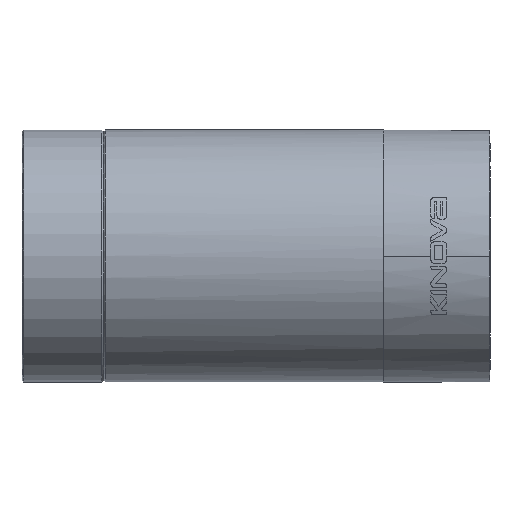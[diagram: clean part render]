
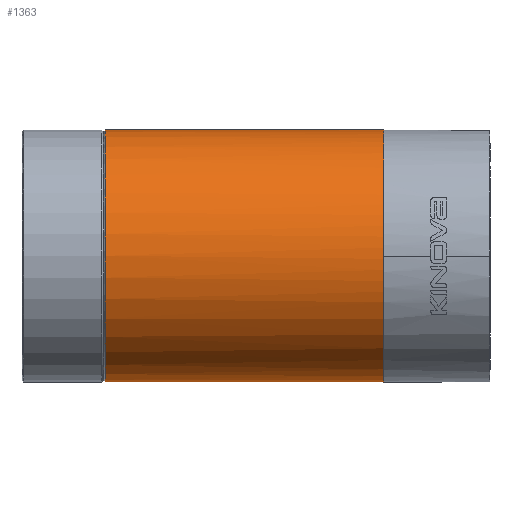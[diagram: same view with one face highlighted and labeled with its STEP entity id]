
A CAD part, left-side view. The second image highlights one B-rep face of the part: STEP entity #1363.
In plain terms, the highlighted cylindrical face has radius 46 mm (diameter 92 mm), a partial arc.
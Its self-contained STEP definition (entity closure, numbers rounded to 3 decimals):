
#282 = CARTESIAN_POINT ( 'NONE',  ( -0.062, 37., -45.843 ) ) ;
#445 = CARTESIAN_POINT ( 'NONE',  ( -42.806, 37., -16.841 ) ) ;
#460 = DIRECTION ( 'NONE',  ( 0., 1., 0. ) ) ;
#540 = DIRECTION ( 'NONE',  ( 0., -1., 0. ) ) ;
#690 = EDGE_CURVE ( 'NONE', #1683, #7419, #10958, .T. ) ;
#726 = AXIS2_PLACEMENT_3D ( 'NONE', #5736, #460, #3830 ) ;
#761 = VECTOR ( 'NONE', #540, 1000. ) ;
#980 = EDGE_CURVE ( 'NONE', #1056, #7345, #6381, .T. ) ;
#1000 = DIRECTION ( 'NONE',  ( 0., 0., 1. ) ) ;
#1056 = VERTEX_POINT ( 'NONE', #8338 ) ;
#1363 = ADVANCED_FACE ( 'NONE', ( #6710 ), #10162, .T. ) ;
#1652 = EDGE_CURVE ( 'NONE', #7419, #6108, #3166, .T. ) ;
#1683 = VERTEX_POINT ( 'NONE', #282 ) ;
#1935 = CARTESIAN_POINT ( 'NONE',  ( -0.062, 37., 0.157 ) ) ;
#1953 = CARTESIAN_POINT ( 'NONE',  ( -0.062, 93.5, -45.843 ) ) ;
#2022 = DIRECTION ( 'NONE',  ( 0., 0., -1. ) ) ;
#2137 = CARTESIAN_POINT ( 'NONE',  ( -0.062, 93.5, 0.157 ) ) ;
#2696 = DIRECTION ( 'NONE',  ( 0., -1., 0. ) ) ;
#2838 = LINE ( 'NONE', #1953, #761 ) ;
#2960 = CARTESIAN_POINT ( 'NONE',  ( -0.062, 37., 46.157 ) ) ;
#2972 = LINE ( 'NONE', #10053, #6886 ) ;
#3166 = CIRCLE ( 'NONE', #6008, 46. ) ;
#3770 = DIRECTION ( 'NONE',  ( 0., 1., 0. ) ) ;
#3830 = DIRECTION ( 'NONE',  ( 0., 0., 1. ) ) ;
#4941 = CARTESIAN_POINT ( 'NONE',  ( -0.062, 138.65, -45.843 ) ) ;
#5440 = AXIS2_PLACEMENT_3D ( 'NONE', #10839, #2696, #6322 ) ;
#5736 = CARTESIAN_POINT ( 'NONE',  ( -0.062, 37., 0.157 ) ) ;
#5951 = ORIENTED_EDGE ( 'NONE', *, *, #690, .T. ) ;
#6008 = AXIS2_PLACEMENT_3D ( 'NONE', #1935, #3770, #1000 ) ;
#6108 = VERTEX_POINT ( 'NONE', #2960 ) ;
#6322 = DIRECTION ( 'NONE',  ( 0., 0., 1. ) ) ;
#6381 = CIRCLE ( 'NONE', #5440, 46. ) ;
#6554 = ORIENTED_EDGE ( 'NONE', *, *, #980, .T. ) ;
#6599 = DIRECTION ( 'NONE',  ( 0., -1., 0. ) ) ;
#6652 = DIRECTION ( 'NONE',  ( 0., -1., 0. ) ) ;
#6710 = FACE_OUTER_BOUND ( 'NONE', #8959, .T. ) ;
#6886 = VECTOR ( 'NONE', #6599, 1000. ) ;
#7345 = VERTEX_POINT ( 'NONE', #4941 ) ;
#7419 = VERTEX_POINT ( 'NONE', #445 ) ;
#7744 = ORIENTED_EDGE ( 'NONE', *, *, #11270, .T. ) ;
#8338 = CARTESIAN_POINT ( 'NONE',  ( -0.062, 138.65, 46.157 ) ) ;
#8478 = EDGE_CURVE ( 'NONE', #1056, #6108, #2972, .T. ) ;
#8959 = EDGE_LOOP ( 'NONE', ( #11326, #6554, #7744, #5951, #9115 ) ) ;
#9115 = ORIENTED_EDGE ( 'NONE', *, *, #1652, .T. ) ;
#10053 = CARTESIAN_POINT ( 'NONE',  ( -0.062, 93.5, 46.157 ) ) ;
#10162 = CYLINDRICAL_SURFACE ( 'NONE', #11320, 46. ) ;
#10839 = CARTESIAN_POINT ( 'NONE',  ( -0.062, 138.65, 0.157 ) ) ;
#10958 = CIRCLE ( 'NONE', #726, 46. ) ;
#11270 = EDGE_CURVE ( 'NONE', #7345, #1683, #2838, .T. ) ;
#11320 = AXIS2_PLACEMENT_3D ( 'NONE', #2137, #6652, #2022 ) ;
#11326 = ORIENTED_EDGE ( 'NONE', *, *, #8478, .F. ) ;
